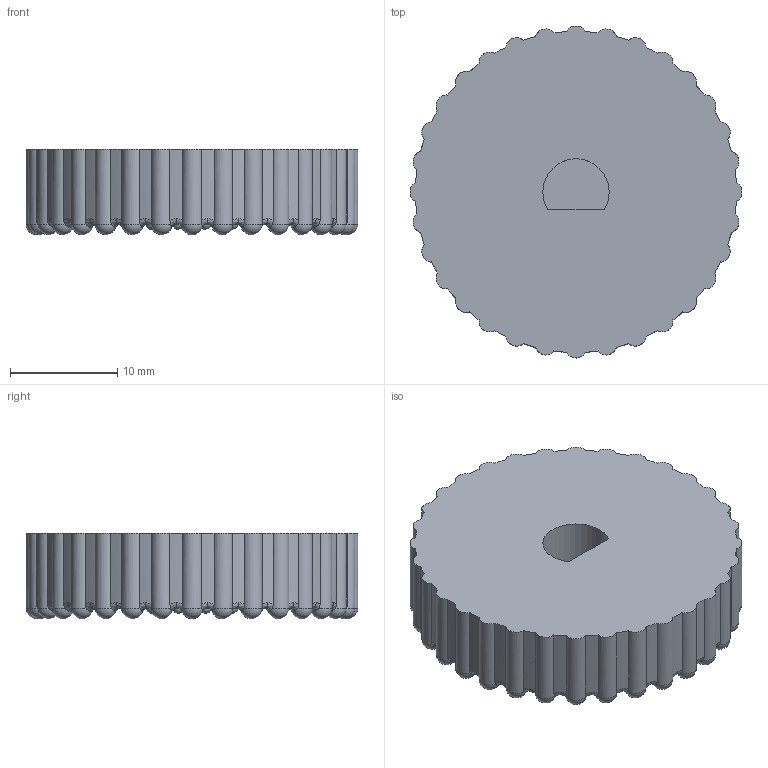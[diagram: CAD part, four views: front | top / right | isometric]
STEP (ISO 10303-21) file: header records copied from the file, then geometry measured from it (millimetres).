
FILE_DESCRIPTION(/* description */ (''),/* implementation_level */ '2;1');
FILE_NAME(/* name */ 'ROULETTE.stp',/* time_stamp */ '2024-05-29T14:21:28+02:00',/* author */ ('michgae'),/* organization */ (''),/* preprocessor_version */ 'ST-DEVELOPER v20',/* originating_system */ 'Autodesk Inventor 2024',/* authorisation */ '');
FILE_SCHEMA (('AUTOMOTIVE_DESIGN { 1 0 10303 214 3 1 1 }'));
Length unit declared in the file: millimetre
Products named in the file (1): ROULETTE
Bounding box: 31 x 31 x 8 mm (x, y, z)
Volume: 5017.6 mm3; surface area: 2418 mm2
Topology: 1 solids, 1 shells, 261 faces, 804 edges, 514 vertices
Faces by surface type: cylinder 65, sphere 64, bspline 64, torus 64, plane 4
Entity records: 11922 total; most frequent: CARTESIAN_POINT 5325, ORIENTED_EDGE 1480, DIRECTION 1288, EDGE_CURVE 740, AXIS2_PLACEMENT_3D 610, VERTEX_POINT 514, CIRCLE 412, EDGE_LOOP 294
